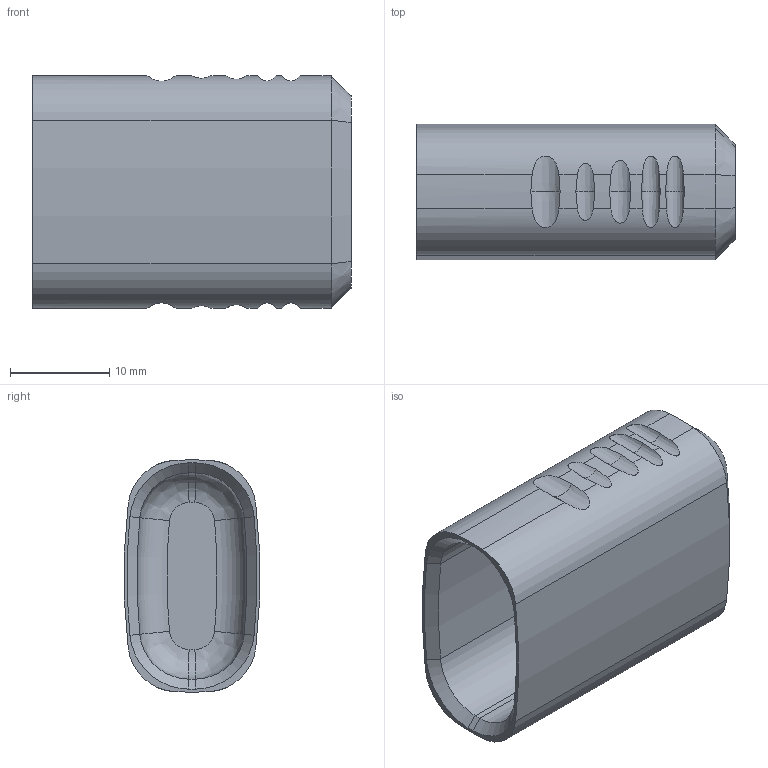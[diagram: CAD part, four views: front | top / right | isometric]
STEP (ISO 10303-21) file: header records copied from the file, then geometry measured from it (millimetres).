
FILE_DESCRIPTION(/* description */ (''),/* implementation_level */ '2;1');
FILE_NAME(/* name */ 'aeq-vape-cover.stp',/* time_stamp */ '2024-09-24T11:13:16+01:00',/* author */ ('iwheard'),/* organization */ (''),/* preprocessor_version */ 'ST-DEVELOPER v19',/* originating_system */ 'Autodesk Inventor 2023',/* authorisation */ '');
FILE_SCHEMA (('AUTOMOTIVE_DESIGN { 1 0 10303 214 3 1 1 }'));
Length unit declared in the file: millimetre
Products named in the file (1): aeq-vape-cover
Bounding box: 32 x 13.58 x 23.34 mm (x, y, z)
Volume: 3021.6 mm3; surface area: 4065.6 mm2
Topology: 1 solids, 1 shells, 73 faces, 186 edges, 116 vertices
Faces by surface type: cone 36, cylinder 26, bspline 4, torus 4, plane 3
Entity records: 2713 total; most frequent: CARTESIAN_POINT 980, ORIENTED_EDGE 372, DIRECTION 340, EDGE_CURVE 186, AXIS2_PLACEMENT_3D 144, VERTEX_POINT 116, EDGE_LOOP 74, CIRCLE 74
